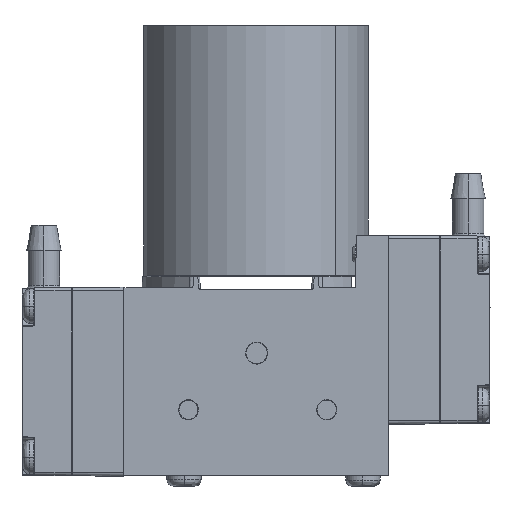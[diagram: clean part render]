
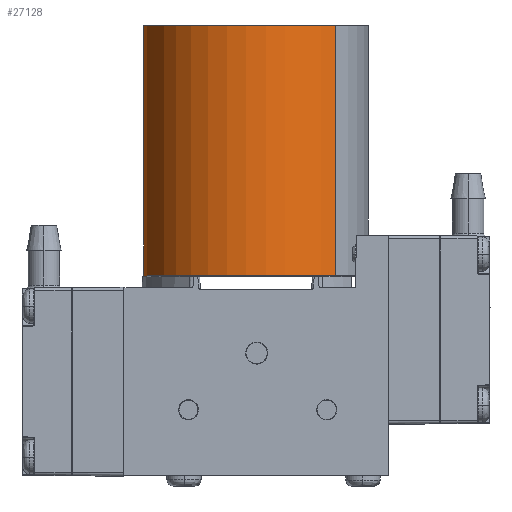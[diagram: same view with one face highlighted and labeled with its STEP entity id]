
A CAD part, top view. The second image highlights one B-rep face of the part: STEP entity #27128.
In plain terms, the highlighted cylindrical face has radius 18 mm (diameter 36 mm), a partial arc.
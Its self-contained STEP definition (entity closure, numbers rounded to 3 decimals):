
#2122 = CARTESIAN_POINT ( 'NONE',  ( -15.9, 56.9, 0. ) ) ;
#3340 = CARTESIAN_POINT ( 'NONE',  ( -28.628, 36.9, -12.728 ) ) ;
#4041 = EDGE_LOOP ( 'NONE', ( #20351, #31767, #18841, #49413 ) ) ;
#7775 = CARTESIAN_POINT ( 'NONE',  ( -15.9, 56.9, 0. ) ) ;
#12309 = DIRECTION ( 'NONE',  ( -0.707, 0., -0.707 ) ) ;
#15149 = FACE_OUTER_BOUND ( 'NONE', #4041, .T. ) ;
#15151 = EDGE_CURVE ( 'NONE', #46717, #24429, #46134, .T. ) ;
#15313 = LINE ( 'NONE', #3340, #49709 ) ;
#18841 = ORIENTED_EDGE ( 'NONE', *, *, #36489, .F. ) ;
#20351 = ORIENTED_EDGE ( 'NONE', *, *, #42802, .F. ) ;
#20365 = CARTESIAN_POINT ( 'NONE',  ( -15.9, 16.9, 0. ) ) ;
#21219 = VERTEX_POINT ( 'NONE', #37104 ) ;
#23574 = CIRCLE ( 'NONE', #32505, 18. ) ;
#23653 = CIRCLE ( 'NONE', #26304, 18. ) ;
#24298 = CARTESIAN_POINT ( 'NONE',  ( -3.172, 56.9, 12.728 ) ) ;
#24429 = VERTEX_POINT ( 'NONE', #30558 ) ;
#24485 = DIRECTION ( 'NONE',  ( 0., -1., 0. ) ) ;
#24882 = DIRECTION ( 'NONE',  ( -0.707, 0., -0.707 ) ) ;
#26304 = AXIS2_PLACEMENT_3D ( 'NONE', #20365, #51762, #24882 ) ;
#27128 = ADVANCED_FACE ( 'NONE', ( #15149 ), #37591, .T. ) ;
#27759 = DIRECTION ( 'NONE',  ( 0., -1., 0. ) ) ;
#30558 = CARTESIAN_POINT ( 'NONE',  ( -3.172, 16.9, 12.728 ) ) ;
#31767 = ORIENTED_EDGE ( 'NONE', *, *, #40823, .F. ) ;
#32505 = AXIS2_PLACEMENT_3D ( 'NONE', #7775, #39221, #12309 ) ;
#33486 = DIRECTION ( 'NONE',  ( 0., 0., -1. ) ) ;
#36489 = EDGE_CURVE ( 'NONE', #24429, #43677, #23653, .T. ) ;
#37104 = CARTESIAN_POINT ( 'NONE',  ( -28.628, 56.9, -12.728 ) ) ;
#37591 = CYLINDRICAL_SURFACE ( 'NONE', #49671, 18. ) ;
#39221 = DIRECTION ( 'NONE',  ( 0., 1., 0. ) ) ;
#40823 = EDGE_CURVE ( 'NONE', #43677, #21219, #15313, .T. ) ;
#42802 = EDGE_CURVE ( 'NONE', #21219, #46717, #23574, .T. ) ;
#43677 = VERTEX_POINT ( 'NONE', #56963 ) ;
#45391 = CARTESIAN_POINT ( 'NONE',  ( -3.172, 36.9, 12.728 ) ) ;
#46134 = LINE ( 'NONE', #45391, #56709 ) ;
#46717 = VERTEX_POINT ( 'NONE', #24298 ) ;
#49413 = ORIENTED_EDGE ( 'NONE', *, *, #15151, .F. ) ;
#49671 = AXIS2_PLACEMENT_3D ( 'NONE', #2122, #24485, #33486 ) ;
#49709 = VECTOR ( 'NONE', #56945, 1000. ) ;
#51762 = DIRECTION ( 'NONE',  ( 0., -1., 0. ) ) ;
#56709 = VECTOR ( 'NONE', #27759, 1000. ) ;
#56945 = DIRECTION ( 'NONE',  ( 0., 1., 0. ) ) ;
#56963 = CARTESIAN_POINT ( 'NONE',  ( -28.628, 16.9, -12.728 ) ) ;
